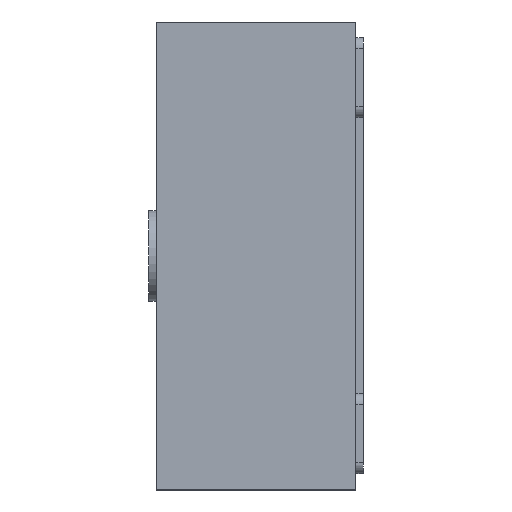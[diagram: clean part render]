
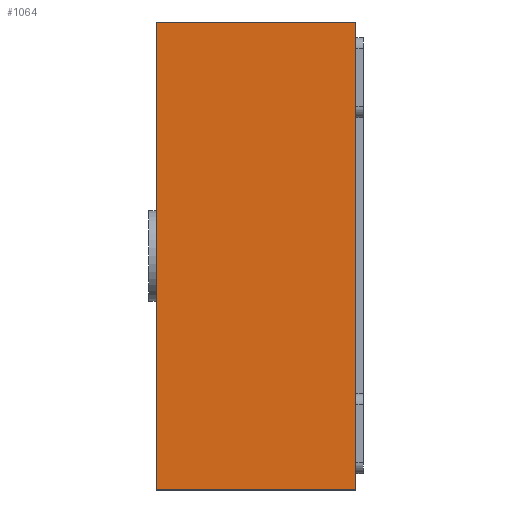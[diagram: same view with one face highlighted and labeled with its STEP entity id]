
A CAD part, left-side view. The second image highlights one B-rep face of the part: STEP entity #1064.
In plain terms, the highlighted planar face has unit normal (-1, 0, 0).
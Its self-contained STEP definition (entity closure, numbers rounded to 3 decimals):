
#100 = DIRECTION ( 'NONE',  ( 0., 0., 1. ) ) ;
#190 = VECTOR ( 'NONE', #100, 1000. ) ;
#334 = CARTESIAN_POINT ( 'NONE',  ( -1.019, 0.275, -0.644 ) ) ;
#371 = PLANE ( 'NONE',  #791 ) ;
#399 = LINE ( 'NONE', #711, #2346 ) ;
#411 = EDGE_CURVE ( 'NONE', #1626, #1054, #470, .T. ) ;
#470 = LINE ( 'NONE', #2059, #190 ) ;
#547 = DIRECTION ( 'NONE',  ( 0., -1., 0. ) ) ;
#619 = ORIENTED_EDGE ( 'NONE', *, *, #411, .T. ) ;
#684 = CARTESIAN_POINT ( 'NONE',  ( -1.019, 0.275, 0.644 ) ) ;
#711 = CARTESIAN_POINT ( 'NONE',  ( -1.019, 0.275, 0.644 ) ) ;
#791 = AXIS2_PLACEMENT_3D ( 'NONE', #1304, #2308, #1670 ) ;
#945 = LINE ( 'NONE', #334, #2481 ) ;
#1054 = VERTEX_POINT ( 'NONE', #2108 ) ;
#1064 = ADVANCED_FACE ( 'NONE', ( #2470 ), #371, .F. ) ;
#1304 = CARTESIAN_POINT ( 'NONE',  ( -1.019, 0.275, 0.644 ) ) ;
#1307 = EDGE_CURVE ( 'NONE', #2081, #1054, #2407, .T. ) ;
#1421 = EDGE_LOOP ( 'NONE', ( #619, #2212, #1470, #2038 ) ) ;
#1447 = DIRECTION ( 'NONE',  ( 0., -1., 0. ) ) ;
#1470 = ORIENTED_EDGE ( 'NONE', *, *, #1848, .F. ) ;
#1626 = VERTEX_POINT ( 'NONE', #2319 ) ;
#1631 = CARTESIAN_POINT ( 'NONE',  ( -1.019, 0.275, 0.644 ) ) ;
#1670 = DIRECTION ( 'NONE',  ( 0., 0., -1. ) ) ;
#1848 = EDGE_CURVE ( 'NONE', #2025, #2081, #399, .T. ) ;
#2025 = VERTEX_POINT ( 'NONE', #2359 ) ;
#2038 = ORIENTED_EDGE ( 'NONE', *, *, #2227, .T. ) ;
#2059 = CARTESIAN_POINT ( 'NONE',  ( -1.019, -0.275, 0.644 ) ) ;
#2081 = VERTEX_POINT ( 'NONE', #1631 ) ;
#2108 = CARTESIAN_POINT ( 'NONE',  ( -1.019, -0.275, 0.644 ) ) ;
#2212 = ORIENTED_EDGE ( 'NONE', *, *, #1307, .F. ) ;
#2227 = EDGE_CURVE ( 'NONE', #2025, #1626, #945, .T. ) ;
#2268 = VECTOR ( 'NONE', #1447, 1000. ) ;
#2308 = DIRECTION ( 'NONE',  ( 1., 0., 0. ) ) ;
#2313 = DIRECTION ( 'NONE',  ( 0., 0., 1. ) ) ;
#2319 = CARTESIAN_POINT ( 'NONE',  ( -1.019, -0.275, -0.644 ) ) ;
#2346 = VECTOR ( 'NONE', #2313, 1000. ) ;
#2359 = CARTESIAN_POINT ( 'NONE',  ( -1.019, 0.275, -0.644 ) ) ;
#2407 = LINE ( 'NONE', #684, #2268 ) ;
#2470 = FACE_OUTER_BOUND ( 'NONE', #1421, .T. ) ;
#2481 = VECTOR ( 'NONE', #547, 1000. ) ;
